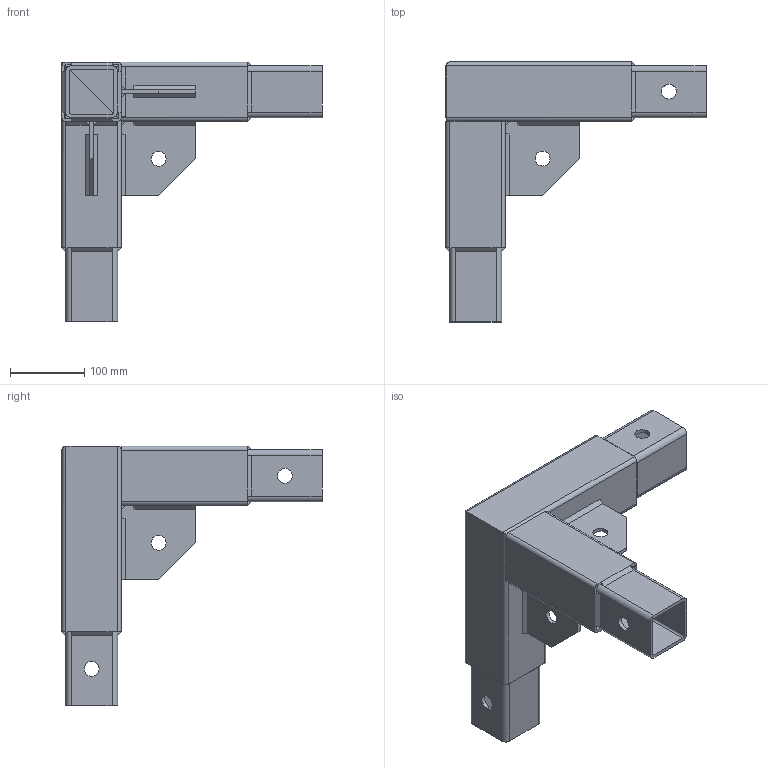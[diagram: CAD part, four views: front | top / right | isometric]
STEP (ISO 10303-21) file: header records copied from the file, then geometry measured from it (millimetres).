
FILE_DESCRIPTION (( 'STEP AP203' ), '1' );
FILE_NAME ('Noeud_angle.STEP', '2022-06-14T11:16:11', ( 'satch' ), ( 'Microsoft' ), 'SwSTEP 2.0', 'SolidWorks 2018', '' );
FILE_SCHEMA (( 'CONFIG_CONTROL_DESIGN' ));
Length unit declared in the file: millimetre
Products named in the file (1): Noeud_angle
Bounding box: 350.2 x 350.2 x 350 mm (x, y, z)
Volume: 1532397.1 mm3; surface area: 746978.3 mm2
Topology: 21 solids, 21 shells, 291 faces, 714 edges, 444 vertices
Faces by surface type: plane 225, cylinder 66
Entity records: 8509 total; most frequent: CARTESIAN_POINT 1498, ORIENTED_EDGE 1428, DIRECTION 1398, EDGE_CURVE 714, VECTOR 582, LINE 582, VERTEX_POINT 444, AXIS2_PLACEMENT_3D 408
